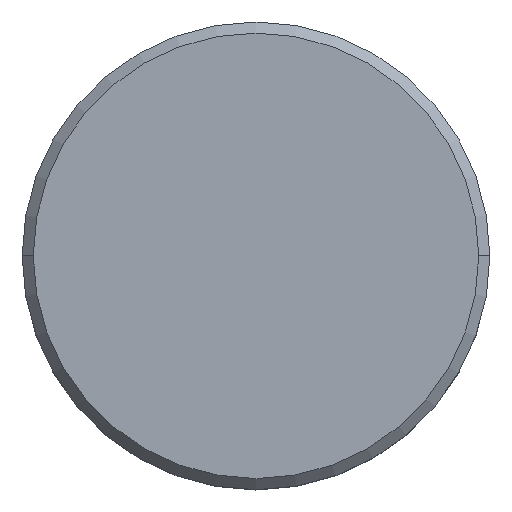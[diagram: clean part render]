
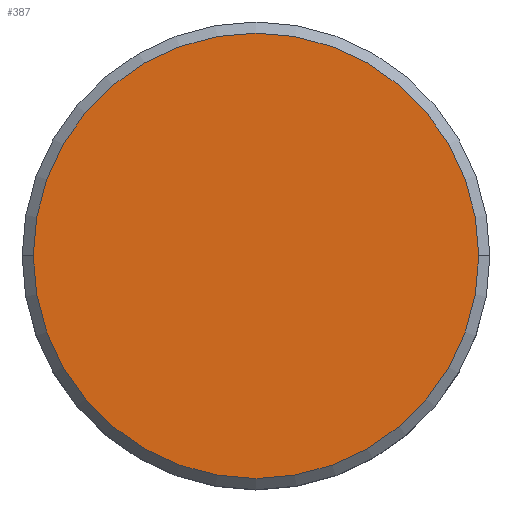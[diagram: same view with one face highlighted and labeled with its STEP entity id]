
A CAD part, top view. The second image highlights one B-rep face of the part: STEP entity #387.
In plain terms, the highlighted planar face has unit normal (0, 0, 1).
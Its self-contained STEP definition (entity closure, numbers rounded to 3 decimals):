
#42 = EDGE_LOOP ( 'NONE', ( #584, #513 ) ) ;
#44 = DIRECTION ( 'NONE',  ( 1., 0., 0. ) ) ;
#104 = DIRECTION ( 'NONE',  ( 0., 0., 1. ) ) ;
#107 = DIRECTION ( 'NONE',  ( 1., 0., 0. ) ) ;
#108 = AXIS2_PLACEMENT_3D ( 'NONE', #314, #414, #44 ) ;
#122 = FACE_OUTER_BOUND ( 'NONE', #42, .T. ) ;
#128 = AXIS2_PLACEMENT_3D ( 'NONE', #227, #237, #279 ) ;
#143 = CARTESIAN_POINT ( 'NONE',  ( 10., 0., 0. ) ) ;
#160 = CIRCLE ( 'NONE', #499, 10. ) ;
#222 = PLANE ( 'NONE',  #108 ) ;
#227 = CARTESIAN_POINT ( 'NONE',  ( 0., 0., 0. ) ) ;
#237 = DIRECTION ( 'NONE',  ( 0., 0., 1. ) ) ;
#279 = DIRECTION ( 'NONE',  ( 1., 0., 0. ) ) ;
#313 = VERTEX_POINT ( 'NONE', #143 ) ;
#314 = CARTESIAN_POINT ( 'NONE',  ( 0., 0., 0. ) ) ;
#387 = ADVANCED_FACE ( 'NONE', ( #122 ), #222, .T. ) ;
#388 = CARTESIAN_POINT ( 'NONE',  ( -10., 0., 0. ) ) ;
#414 = DIRECTION ( 'NONE',  ( 0., 0., 1. ) ) ;
#464 = CARTESIAN_POINT ( 'NONE',  ( 0., 0., 0. ) ) ;
#465 = EDGE_CURVE ( 'NONE', #313, #544, #160, .T. ) ;
#475 = EDGE_CURVE ( 'NONE', #544, #313, #568, .T. ) ;
#499 = AXIS2_PLACEMENT_3D ( 'NONE', #464, #104, #107 ) ;
#513 = ORIENTED_EDGE ( 'NONE', *, *, #465, .T. ) ;
#544 = VERTEX_POINT ( 'NONE', #388 ) ;
#568 = CIRCLE ( 'NONE', #128, 10. ) ;
#584 = ORIENTED_EDGE ( 'NONE', *, *, #475, .T. ) ;
